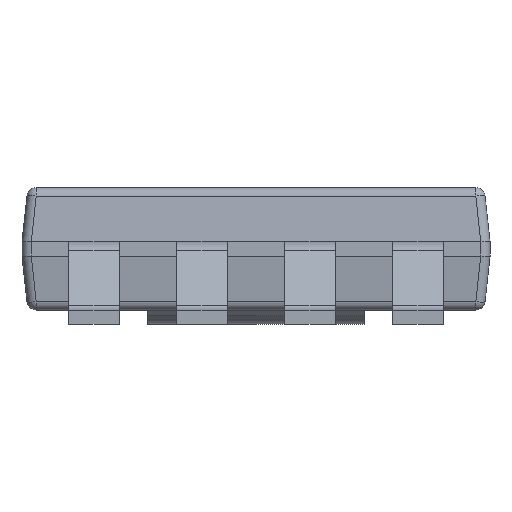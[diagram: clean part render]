
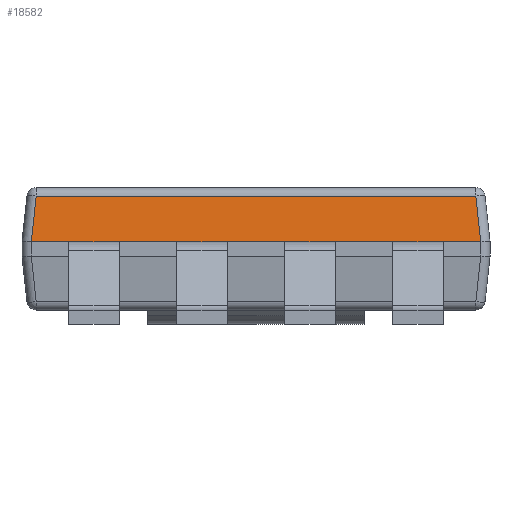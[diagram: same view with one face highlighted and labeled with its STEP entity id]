
A CAD part, front view. The second image highlights one B-rep face of the part: STEP entity #18582.
In plain terms, the highlighted planar face has unit normal (0, -0.994, 0.106).
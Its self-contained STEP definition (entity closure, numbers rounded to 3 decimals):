
#40 = LINE ( 'NONE', #23300, #13122 ) ;
#326 = CARTESIAN_POINT ( 'NONE',  ( -1.9, -1.75, 1.05 ) ) ;
#1107 = CARTESIAN_POINT ( 'NONE',  ( 3.12, -1.75, 1.05 ) ) ;
#1642 = CARTESIAN_POINT ( 'NONE',  ( 1.1, -1.75, 1.05 ) ) ;
#2140 = VERTEX_POINT ( 'NONE', #21255 ) ;
#2150 = CARTESIAN_POINT ( 'NONE',  ( -3.12, -1.75, 1.05 ) ) ;
#2312 = CARTESIAN_POINT ( 'NONE',  ( 2.6, -1.75, 1.05 ) ) ;
#2476 = CARTESIAN_POINT ( 'NONE',  ( 0., -1.67, 1.8 ) ) ;
#2560 = CARTESIAN_POINT ( 'NONE',  ( -3.12, -1.75, 1.05 ) ) ;
#2638 = DIRECTION ( 'NONE',  ( -0.105, -0.105, -0.989 ) ) ;
#2645 = ORIENTED_EDGE ( 'NONE', *, *, #27541, .T. ) ;
#2840 = DIRECTION ( 'NONE',  ( -1., 0., 0. ) ) ;
#3870 = DIRECTION ( 'NONE',  ( -1., 0., 0. ) ) ;
#3875 = CARTESIAN_POINT ( 'NONE',  ( 3.007, -1.636, 2.117 ) ) ;
#3966 = CARTESIAN_POINT ( 'NONE',  ( 1.9, -1.75, 1.05 ) ) ;
#4324 = EDGE_CURVE ( 'NONE', #2140, #24608, #19640, .T. ) ;
#4449 = CARTESIAN_POINT ( 'NONE',  ( -2.6, -1.75, 1.05 ) ) ;
#4549 = CARTESIAN_POINT ( 'NONE',  ( 3.12, -1.75, 1.05 ) ) ;
#4695 = VECTOR ( 'NONE', #14933, 1000. ) ;
#5354 = CARTESIAN_POINT ( 'NONE',  ( -1.1, -1.75, 1.05 ) ) ;
#5723 = CARTESIAN_POINT ( 'NONE',  ( -3.053, -1.682, 1.684 ) ) ;
#5727 = EDGE_CURVE ( 'NONE', #23363, #15473, #6090, .T. ) ;
#5856 = LINE ( 'NONE', #27071, #8840 ) ;
#6090 = LINE ( 'NONE', #3966, #7281 ) ;
#6123 = VERTEX_POINT ( 'NONE', #326 ) ;
#6583 = CARTESIAN_POINT ( 'NONE',  ( -1.1, -1.75, 1.05 ) ) ;
#6756 = CARTESIAN_POINT ( 'NONE',  ( 1.9, -1.75, 1.05 ) ) ;
#6957 = PLANE ( 'NONE',  #23577 ) ;
#7041 =( BOUNDED_CURVE ( )  B_SPLINE_CURVE ( 3, ( #13485, #4549, #25932, #13086 ),
 .UNSPECIFIED., .F., .F. ) 
 B_SPLINE_CURVE_WITH_KNOTS ( ( 4, 4 ),
 ( 0., 0.006 ),
 .UNSPECIFIED. ) 
 CURVE ( )  GEOMETRIC_REPRESENTATION_ITEM ( )  RATIONAL_B_SPLINE_CURVE ( ( 1., 1., 1., 1. ) ) 
 REPRESENTATION_ITEM ( '' )  );
#7183 = VERTEX_POINT ( 'NONE', #1642 ) ;
#7281 = VECTOR ( 'NONE', #16448, 1000. ) ;
#7294 = ORIENTED_EDGE ( 'NONE', *, *, #19790, .F. ) ;
#7599 = ORIENTED_EDGE ( 'NONE', *, *, #19380, .F. ) ;
#8225 = VERTEX_POINT ( 'NONE', #5354 ) ;
#8367 = LINE ( 'NONE', #3875, #12877 ) ;
#8370 = EDGE_CURVE ( 'NONE', #19118, #26105, #26398, .T. ) ;
#8593 = ORIENTED_EDGE ( 'NONE', *, *, #8370, .F. ) ;
#8840 = VECTOR ( 'NONE', #3870, 1000. ) ;
#9572 = LINE ( 'NONE', #11543, #22201 ) ;
#9725 = DIRECTION ( 'NONE',  ( -1., 0., 0. ) ) ;
#9894 =( BOUNDED_CURVE ( )  B_SPLINE_CURVE ( 3, ( #10681, #21183, #2150, #2560 ),
 .UNSPECIFIED., .F., .T. ) 
 B_SPLINE_CURVE_WITH_KNOTS ( ( 4, 4 ),
 ( 6.278, 6.283 ),
 .UNSPECIFIED. ) 
 CURVE ( )  GEOMETRIC_REPRESENTATION_ITEM ( )  RATIONAL_B_SPLINE_CURVE ( ( 1., 1., 1., 1. ) ) 
 REPRESENTATION_ITEM ( '' )  );
#9923 = VERTEX_POINT ( 'NONE', #22436 ) ;
#10458 = DIRECTION ( 'NONE',  ( -0.105, 0.105, 0.989 ) ) ;
#10623 = ORIENTED_EDGE ( 'NONE', *, *, #12399, .T. ) ;
#10681 = CARTESIAN_POINT ( 'NONE',  ( -3.121, -1.75, 1.05 ) ) ;
#11283 = LINE ( 'NONE', #23912, #24940 ) ;
#11543 = CARTESIAN_POINT ( 'NONE',  ( -3.25, -1.75, 1.05 ) ) ;
#12399 = EDGE_CURVE ( 'NONE', #24608, #9923, #15763, .T. ) ;
#12552 = ORIENTED_EDGE ( 'NONE', *, *, #21342, .T. ) ;
#12808 = LINE ( 'NONE', #25640, #21055 ) ;
#12810 = FACE_OUTER_BOUND ( 'NONE', #14157, .T. ) ;
#12876 = ORIENTED_EDGE ( 'NONE', *, *, #26863, .T. ) ;
#12877 = VECTOR ( 'NONE', #10458, 1000. ) ;
#13078 = DIRECTION ( 'NONE',  ( -1., 0., 0. ) ) ;
#13086 = CARTESIAN_POINT ( 'NONE',  ( 3.121, -1.75, 1.05 ) ) ;
#13122 = VECTOR ( 'NONE', #16795, 1000. ) ;
#13212 = VERTEX_POINT ( 'NONE', #25359 ) ;
#13268 = DIRECTION ( 'NONE',  ( -1., 0., 0. ) ) ;
#13485 = CARTESIAN_POINT ( 'NONE',  ( 3.12, -1.75, 1.05 ) ) ;
#13786 = VERTEX_POINT ( 'NONE', #1107 ) ;
#14091 = EDGE_CURVE ( 'NONE', #8225, #6123, #40, .T. ) ;
#14157 = EDGE_LOOP ( 'NONE', ( #7599, #12552, #12876, #17068, #10623, #2645, #8593, #21857, #20702, #15387, #7294, #15774, #17269, #18255 ) ) ;
#14933 = DIRECTION ( 'NONE',  ( -1., 0., 0. ) ) ;
#15272 = EDGE_CURVE ( 'NONE', #6123, #19118, #12808, .T. ) ;
#15387 = ORIENTED_EDGE ( 'NONE', *, *, #16545, .F. ) ;
#15473 = VERTEX_POINT ( 'NONE', #6756 ) ;
#15604 = VERTEX_POINT ( 'NONE', #24101 ) ;
#15763 = LINE ( 'NONE', #21852, #25467 ) ;
#15774 = ORIENTED_EDGE ( 'NONE', *, *, #18576, .F. ) ;
#16448 = DIRECTION ( 'NONE',  ( -1., 0., 0. ) ) ;
#16545 = EDGE_CURVE ( 'NONE', #16680, #8225, #23551, .T. ) ;
#16680 = VERTEX_POINT ( 'NONE', #17469 ) ;
#16795 = DIRECTION ( 'NONE',  ( -1., 0., 0. ) ) ;
#17068 = ORIENTED_EDGE ( 'NONE', *, *, #4324, .T. ) ;
#17269 = ORIENTED_EDGE ( 'NONE', *, *, #26004, .F. ) ;
#17469 = CARTESIAN_POINT ( 'NONE',  ( -0.4, -1.75, 1.05 ) ) ;
#18255 = ORIENTED_EDGE ( 'NONE', *, *, #5727, .F. ) ;
#18576 = EDGE_CURVE ( 'NONE', #7183, #13212, #11283, .T. ) ;
#18582 = ADVANCED_FACE ( 'NONE', ( #12810 ), #6957, .T. ) ;
#19118 = VERTEX_POINT ( 'NONE', #4449 ) ;
#19380 = EDGE_CURVE ( 'NONE', #13786, #23363, #21555, .T. ) ;
#19558 = DIRECTION ( 'NONE',  ( -1., 0., 0. ) ) ;
#19640 = LINE ( 'NONE', #22065, #24213 ) ;
#19790 = EDGE_CURVE ( 'NONE', #13212, #16680, #9572, .T. ) ;
#20702 = ORIENTED_EDGE ( 'NONE', *, *, #14091, .F. ) ;
#21055 = VECTOR ( 'NONE', #21400, 1000. ) ;
#21183 = CARTESIAN_POINT ( 'NONE',  ( -3.12, -1.75, 1.05 ) ) ;
#21255 = CARTESIAN_POINT ( 'NONE',  ( 3.053, -1.682, 1.684 ) ) ;
#21342 = EDGE_CURVE ( 'NONE', #13786, #15604, #7041, .T. ) ;
#21400 = DIRECTION ( 'NONE',  ( -1., 0., 0. ) ) ;
#21555 = LINE ( 'NONE', #25934, #26220 ) ;
#21598 = CARTESIAN_POINT ( 'NONE',  ( -3.25, -1.75, 1.05 ) ) ;
#21674 = CARTESIAN_POINT ( 'NONE',  ( -3.12, -1.75, 1.05 ) ) ;
#21833 = DIRECTION ( 'NONE',  ( -1., 0., 0. ) ) ;
#21852 = CARTESIAN_POINT ( 'NONE',  ( -3.007, -1.636, 2.117 ) ) ;
#21857 = ORIENTED_EDGE ( 'NONE', *, *, #15272, .F. ) ;
#21975 = DIRECTION ( 'NONE',  ( 0., -0.994, 0.106 ) ) ;
#22065 = CARTESIAN_POINT ( 'NONE',  ( 0., -1.682, 1.684 ) ) ;
#22201 = VECTOR ( 'NONE', #9725, 1000. ) ;
#22436 = CARTESIAN_POINT ( 'NONE',  ( -3.121, -1.75, 1.05 ) ) ;
#23300 = CARTESIAN_POINT ( 'NONE',  ( -3.25, -1.75, 1.05 ) ) ;
#23363 = VERTEX_POINT ( 'NONE', #2312 ) ;
#23551 = LINE ( 'NONE', #6583, #4695 ) ;
#23577 = AXIS2_PLACEMENT_3D ( 'NONE', #2476, #21975, #13078 ) ;
#23912 = CARTESIAN_POINT ( 'NONE',  ( 0.4, -1.75, 1.05 ) ) ;
#24046 = VECTOR ( 'NONE', #13268, 1000. ) ;
#24101 = CARTESIAN_POINT ( 'NONE',  ( 3.121, -1.75, 1.05 ) ) ;
#24213 = VECTOR ( 'NONE', #2840, 1000. ) ;
#24608 = VERTEX_POINT ( 'NONE', #5723 ) ;
#24940 = VECTOR ( 'NONE', #21833, 1000. ) ;
#25359 = CARTESIAN_POINT ( 'NONE',  ( 0.4, -1.75, 1.05 ) ) ;
#25467 = VECTOR ( 'NONE', #2638, 1000. ) ;
#25640 = CARTESIAN_POINT ( 'NONE',  ( -2.6, -1.75, 1.05 ) ) ;
#25932 = CARTESIAN_POINT ( 'NONE',  ( 3.12, -1.75, 1.05 ) ) ;
#25934 = CARTESIAN_POINT ( 'NONE',  ( -3.25, -1.75, 1.05 ) ) ;
#26004 = EDGE_CURVE ( 'NONE', #15473, #7183, #5856, .T. ) ;
#26105 = VERTEX_POINT ( 'NONE', #21674 ) ;
#26220 = VECTOR ( 'NONE', #19558, 1000. ) ;
#26398 = LINE ( 'NONE', #21598, #24046 ) ;
#26863 = EDGE_CURVE ( 'NONE', #15604, #2140, #8367, .T. ) ;
#27071 = CARTESIAN_POINT ( 'NONE',  ( -3.25, -1.75, 1.05 ) ) ;
#27541 = EDGE_CURVE ( 'NONE', #9923, #26105, #9894, .T. ) ;
